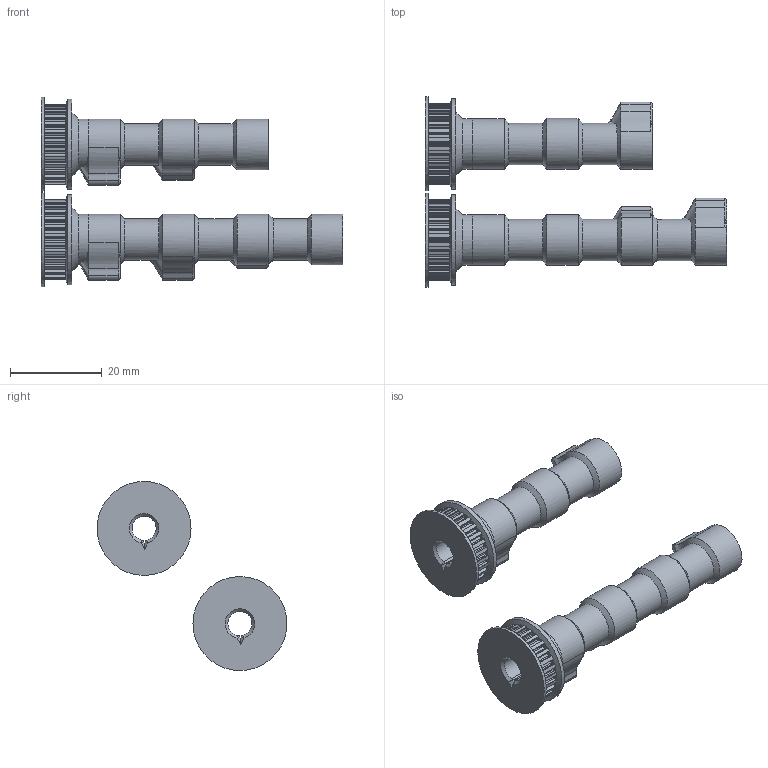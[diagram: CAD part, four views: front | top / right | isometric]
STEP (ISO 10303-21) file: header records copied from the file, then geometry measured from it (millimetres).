
FILE_DESCRIPTION(/* description */ ('','CAx-IF Rec.Pracs.---Representation and Presentation of Product Manufacturing Information (PMI)---4.0---2014-10-13'),/* implementation_level */ '2;1');
FILE_NAME(/* name */ 'Cam Shafts - Round ID.step',/* time_stamp */ '2025-02-07T14:20:47Z',/* author */ (''),/* organization */ (''),/* preprocessor_version */ 'ST-DEVELOPER v20',/* originating_system */ 'Autodesk Translation Framework v13.20.0.188',/* authorisation */ '');
FILE_SCHEMA (('AP242_MANAGED_MODEL_BASED_3D_ENGINEERING_MIM_LF { 1 0 10303 442 1 1 4 }'));
Length unit declared in the file: millimetre
Products named in the file (1): (Unsaved)
Bounding box: 65.55 x 41.29 x 41.15 mm (x, y, z)
Volume: 9769.5 mm3; surface area: 8434.5 mm2
Topology: 2 solids, 2 shells, 750 faces, 2142 edges, 1405 vertices
Faces by surface type: plane 326, cylinder 317, bspline 81, cone 24, torus 2
Full cylindrical faces by diameter (mm): 9 x5, 11 x2, 19.592 x2, 20.438 x2
Entity records: 30794 total; most frequent: CARTESIAN_POINT 11452, ORIENTED_EDGE 4284, DIRECTION 3870, EDGE_CURVE 2142, VERTEX_POINT 1405, AXIS2_PLACEMENT_3D 1396, LINE 1078, VECTOR 1078
